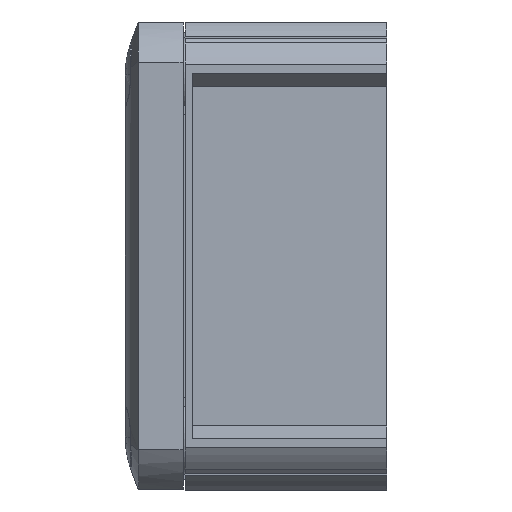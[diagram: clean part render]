
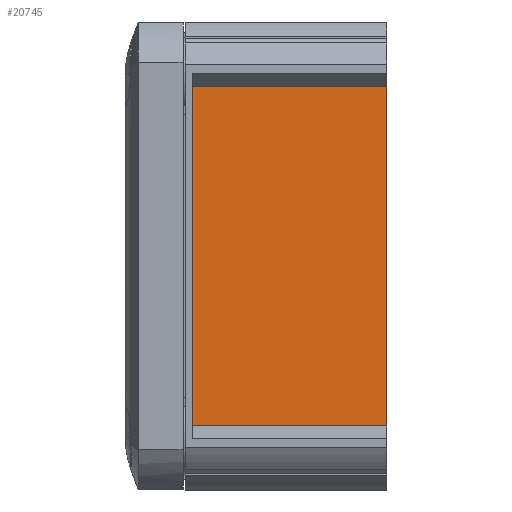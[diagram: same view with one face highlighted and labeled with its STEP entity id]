
A CAD part, left-side view. The second image highlights one B-rep face of the part: STEP entity #20745.
In plain terms, the highlighted planar face has unit normal (-1, 0, 0).
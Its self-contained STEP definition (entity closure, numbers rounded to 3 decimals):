
#15 = ORIENTED_EDGE ( 'NONE', *, *, #39689, .F. ) ;
#458 = EDGE_CURVE ( 'NONE', #11935, #17516, #29874, .T. ) ;
#896 = CARTESIAN_POINT ( 'NONE',  ( -69.892, 48.35, 42.347 ) ) ;
#1610 = CARTESIAN_POINT ( 'NONE',  ( -69.892, 48.35, -42.347 ) ) ;
#4338 = DIRECTION ( 'NONE',  ( 0., 0., 1. ) ) ;
#4832 = CARTESIAN_POINT ( 'NONE',  ( -69.892, 0., 42.347 ) ) ;
#5742 = FACE_OUTER_BOUND ( 'NONE', #16269, .T. ) ;
#7273 = CARTESIAN_POINT ( 'NONE',  ( -69.892, 48.35, 42.347 ) ) ;
#8265 = VERTEX_POINT ( 'NONE', #12505 ) ;
#8475 = LINE ( 'NONE', #4832, #11835 ) ;
#9308 = EDGE_CURVE ( 'NONE', #35312, #8265, #20758, .T. ) ;
#10734 = ORIENTED_EDGE ( 'NONE', *, *, #11452, .T. ) ;
#11452 = EDGE_CURVE ( 'NONE', #17516, #8265, #8475, .T. ) ;
#11694 = PLANE ( 'NONE',  #35097 ) ;
#11835 = VECTOR ( 'NONE', #16609, 1000. ) ;
#11935 = VERTEX_POINT ( 'NONE', #28708 ) ;
#12505 = CARTESIAN_POINT ( 'NONE',  ( -69.892, 0., 42.347 ) ) ;
#12956 = DIRECTION ( 'NONE',  ( 0., -1., 0. ) ) ;
#14027 = VECTOR ( 'NONE', #12956, 1000. ) ;
#14672 = CARTESIAN_POINT ( 'NONE',  ( -69.892, 0., -42.347 ) ) ;
#16269 = EDGE_LOOP ( 'NONE', ( #10734, #24797, #15, #39163 ) ) ;
#16609 = DIRECTION ( 'NONE',  ( 0., 0., 1. ) ) ;
#17516 = VERTEX_POINT ( 'NONE', #14672 ) ;
#20745 = ADVANCED_FACE ( 'NONE', ( #5742 ), #11694, .F. ) ;
#20758 = LINE ( 'NONE', #896, #14027 ) ;
#24797 = ORIENTED_EDGE ( 'NONE', *, *, #9308, .F. ) ;
#26175 = DIRECTION ( 'NONE',  ( 0., -1., 0. ) ) ;
#26505 = LINE ( 'NONE', #7273, #34676 ) ;
#28708 = CARTESIAN_POINT ( 'NONE',  ( -69.892, 48.35, -42.347 ) ) ;
#29874 = LINE ( 'NONE', #1610, #39421 ) ;
#33127 = CARTESIAN_POINT ( 'NONE',  ( -69.892, 48.35, 42.347 ) ) ;
#33199 = CARTESIAN_POINT ( 'NONE',  ( -69.892, 48.35, 42.347 ) ) ;
#34676 = VECTOR ( 'NONE', #4338, 1000. ) ;
#35097 = AXIS2_PLACEMENT_3D ( 'NONE', #33127, #39227, #39363 ) ;
#35312 = VERTEX_POINT ( 'NONE', #33199 ) ;
#39163 = ORIENTED_EDGE ( 'NONE', *, *, #458, .T. ) ;
#39227 = DIRECTION ( 'NONE',  ( 1., 0., 0. ) ) ;
#39363 = DIRECTION ( 'NONE',  ( 0., 0., -1. ) ) ;
#39421 = VECTOR ( 'NONE', #26175, 1000. ) ;
#39689 = EDGE_CURVE ( 'NONE', #11935, #35312, #26505, .T. ) ;
